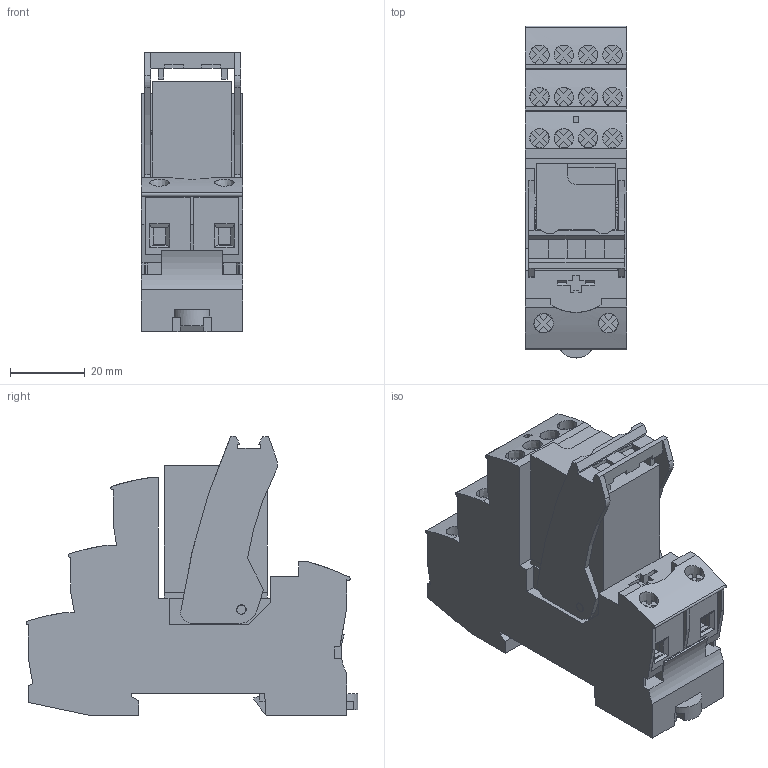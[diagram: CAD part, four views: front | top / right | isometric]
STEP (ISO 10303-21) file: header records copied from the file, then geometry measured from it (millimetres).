
FILE_DESCRIPTION(('Creo Elements/Direct Modeling STEP Export'),'2;1');
FILE_NAME('model.stp','2019-01-08T 0:06:13',(''),(''),'Creo Elements/Direct Modeling STEP processor for AP214 (Solid Model)','Creo Elements/Direct Modeling 18.1I 14-Aug-2016 (C) Parametric Technology GmbH','');
FILE_SCHEMA(('AUTOMOTIVE_DESIGN { 1 0 10303 214 1 1 1 1 }'));
Length unit declared in the file: millimetre
Products named in the file (4): RIF-RH-2-HEB_13-select; RIF-2-BSC-31-SOC18-select; REL_IR2_21x35x27_TR-BU-REL-05-select; RIF_2_SC_31_RH_2_BL_HEBEL-select
Assembly tree (3 placements, depth 2):
  RIF_2_SC_31_RH_2_BL_HEBEL-select
    REL_IR2_21x35x27_TR-BU-REL-05-select
    RIF-2-BSC-31-SOC18-select
    RIF-RH-2-HEB_13-select
Bounding box: 27 x 88.59 x 74.54 mm (x, y, z)
Volume: 98318.4 mm3; surface area: 29358.3 mm2
Topology: 3 solids, 3 shells, 921 faces, 2588 edges, 1720 vertices
Faces by surface type: plane 844, cylinder 56, extrusion 21
Entity records: 49042 total; most frequent: CARTESIAN_POINT 18916, ORIENTED_EDGE 5176, DIRECTION 3935, EDGE_CURVE 2588, VECTOR 2239, LINE 2209, VERTEX_POINT 1720, EDGE_LOOP 978
